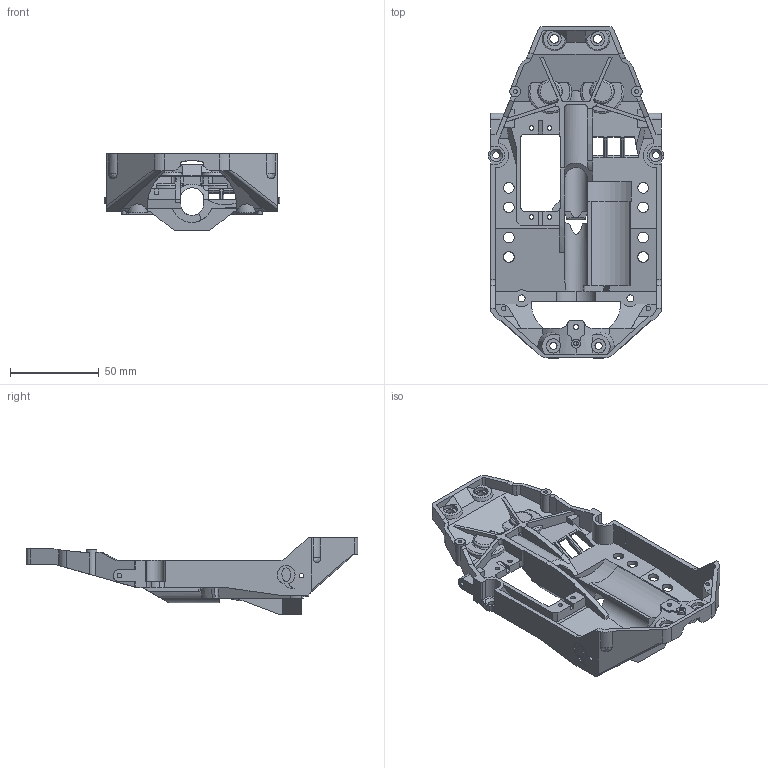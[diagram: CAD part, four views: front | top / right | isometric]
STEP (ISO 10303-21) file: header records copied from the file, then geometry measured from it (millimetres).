
FILE_DESCRIPTION(/* description */ (''),/* implementation_level */ '2;1');
FILE_NAME(/* name */ 'openRTV_Qpack_short_stampede_chassis_V4_fixed.step',/* time_stamp */ '2022-07-21T19:35:00+02:00',/* author */ (''),/* organization */ (''),/* preprocessor_version */ 'ST-DEVELOPER v19',/* originating_system */ 'Autodesk Translation Framework v11.7.0.108',/* authorisation */ '');
FILE_SCHEMA (('AUTOMOTIVE_DESIGN { 1 0 10303 214 3 1 1 }'));
Length unit declared in the file: millimetre
Products named in the file (1): chassis
Bounding box: 98.97 x 187.17 x 43.5 mm (x, y, z)
Volume: 66448.3 mm3; surface area: 52836.5 mm2
Topology: 1 solids, 3 shells, 595 faces, 1763 edges, 1172 vertices
Faces by surface type: plane 328, cylinder 165, bspline 70, torus 18, cone 14
Full cylindrical faces by diameter (mm): 2.2 x2, 2.5 x10, 2.8 x1, 4 x6, 4.9 x2, 6 x10, 6.2 x1, 6.8 x2, 8 x6
Entity records: 22973 total; most frequent: CARTESIAN_POINT 7283, ORIENTED_EDGE 3524, DIRECTION 2949, EDGE_CURVE 1762, VERTEX_POINT 1172, LINE 1045, VECTOR 1045, AXIS2_PLACEMENT_3D 952
